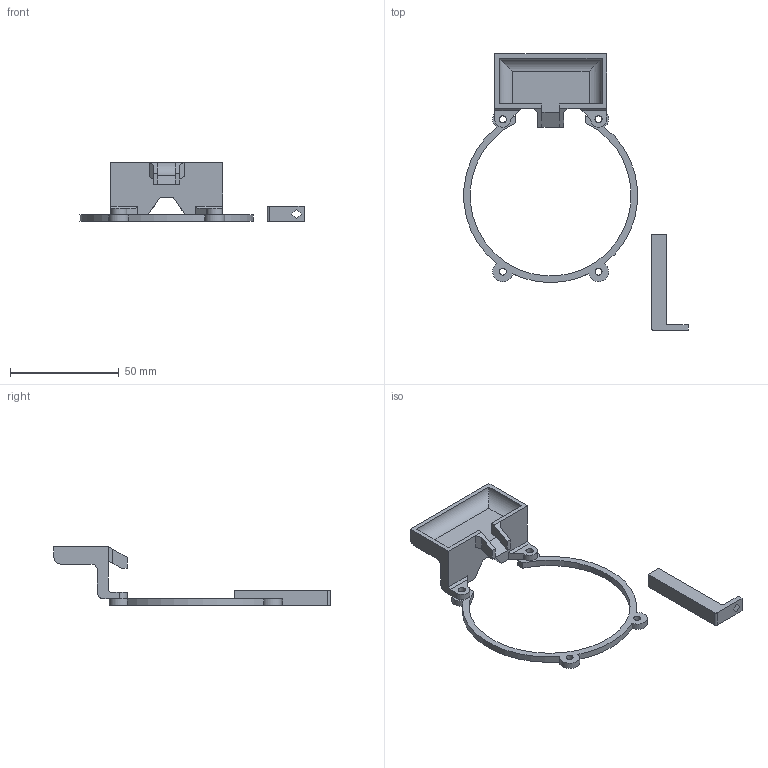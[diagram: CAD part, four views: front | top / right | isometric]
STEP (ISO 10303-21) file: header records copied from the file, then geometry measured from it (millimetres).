
FILE_DESCRIPTION(/* description */ ('STEP AP242','CAx-IF Rec.Pracs.---Representation and Presentation of Product Manufacturing Information (PMI)---4.0---2014-10-13','CAx-IF Rec.Pracs.---3D Tessellated Geometry---0.4---2014-09-14','2;1'),/* implementation_level */ '2;1');
FILE_NAME(/* name */ '68357bcbb0d4232e8b1c1fe1',/* time_stamp */ '2025-05-27T08:46:04Z',/* author */ (''),/* organization */ (''),/* preprocessor_version */ 'ST-DEVELOPER v20',/* originating_system */ 'ONSHAPE BY PTC INC, 1.198',/* authorisation */ ' ');
FILE_SCHEMA (('AP242_MANAGED_MODEL_BASED_3D_ENGINEERING_MIM_LF { 1 0 10303 442 1 1 4 }'));
Length unit declared in the file: metre
Products named in the file (3): stand; ring; water_carrier
Bounding box: 103.01 x 126.85 x 27 mm (x, y, z)
Volume: 13688.1 mm3; surface area: 11204.9 mm2
Topology: 3 solids, 3 shells, 82 faces, 221 edges, 146 vertices
Faces by surface type: plane 55, cylinder 27
Full cylindrical faces by diameter (mm): 3.2 x4, 3.3 x2
Entity records: 2637 total; most frequent: CARTESIAN_POINT 446, DIRECTION 437, ORIENTED_EDGE 430, EDGE_CURVE 215, LINE 163, VECTOR 163, VERTEX_POINT 146, AXIS2_PLACEMENT_3D 137
